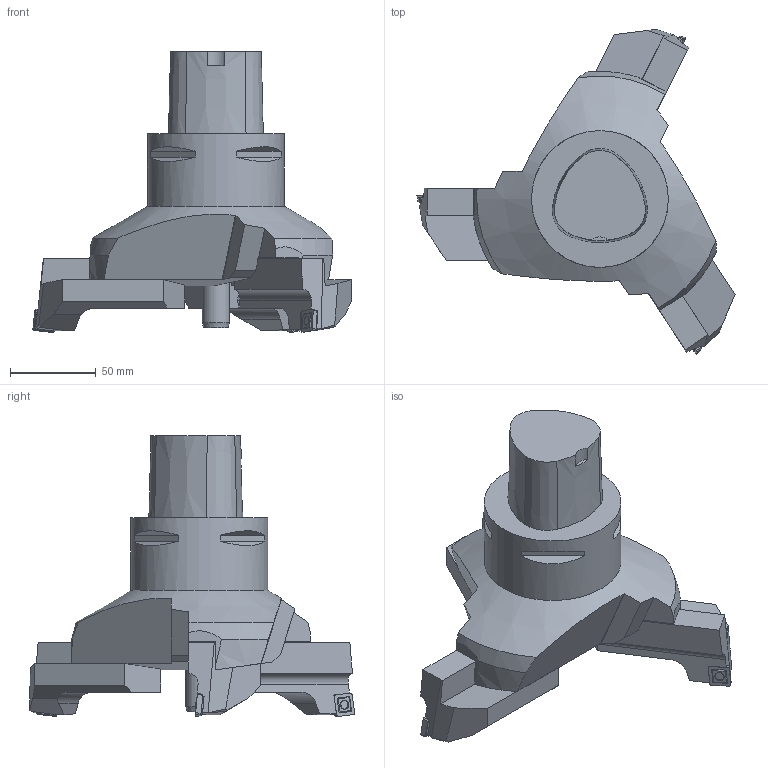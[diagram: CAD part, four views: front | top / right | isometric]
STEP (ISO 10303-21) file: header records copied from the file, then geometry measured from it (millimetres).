
FILE_DESCRIPTION(/* description */ (''),/* implementation_level */ '2;1');
FILE_NAME(/* name */ '1566546561069.stp',/* time_stamp */ '2019-08-23T09:49:27+02:00',/* author */ (''),/* organization */ ('SMS'),/* preprocessor_version */ 'ST-DEVELOPER v16.7',/* originating_system */ 'SIEMENS PLM Software NX 12.0',/* authorisation */ '');
FILE_SCHEMA (('AUTOMOTIVE_DESIGN { 1 0 10303 214 3 1 1 1 }'));
Length unit declared in the file: millimetre
Products named in the file (7): ASSEMBLY_CONSTRUCTION; 201012610mod000_00; 201024225mod000_00; 200957015mod000_01; 201024245mod000_01; 201089547mod000_01
Assembly tree (8 placements, depth 3):
  201089547mod000_01
    200957015mod000_01
    201024245mod000_01  x3
      201024225mod000_00
      201012610mod000_00
      ASSEMBLY_CONSTRUCTION
    ASSEMBLY_CONSTRUCTION
Bounding box: 185.99 x 190.12 x 164.21 mm (x, y, z)
Volume: 916701.7 mm3; surface area: 103784.8 mm2
Topology: 7 solids, 7 shells, 263 faces, 713 edges, 513 vertices
Faces by surface type: plane 179, cone 41, torus 24, cylinder 19
Full cylindrical faces by diameter (mm): 4 x6, 16.012 x1, 80 x1
Entity records: 4458 total; most frequent: CARTESIAN_POINT 883, DIRECTION 689, ORIENTED_EDGE 658, EDGE_CURVE 329, VERTEX_POINT 237, AXIS2_PLACEMENT_3D 237, LINE 215, VECTOR 215
